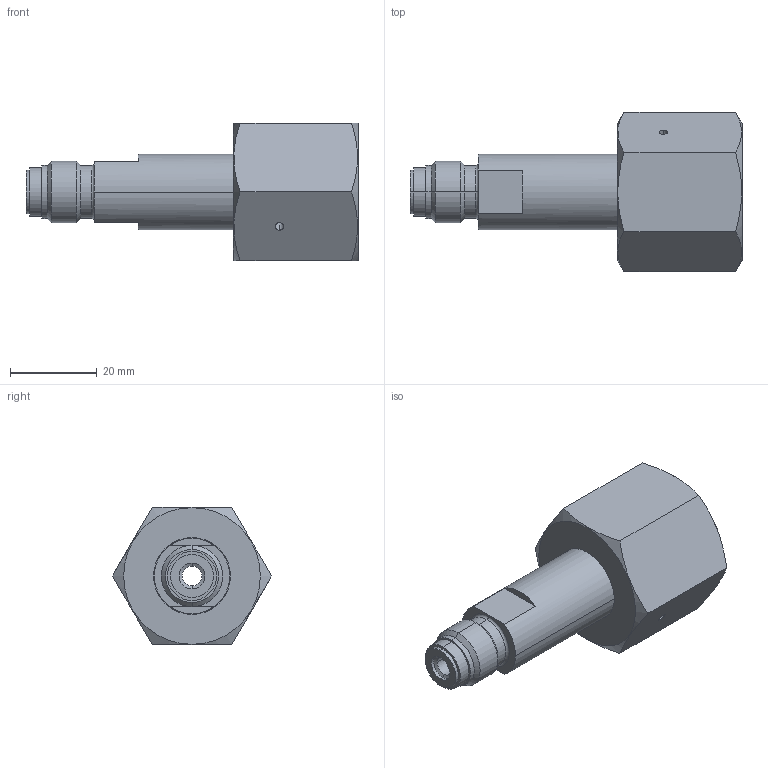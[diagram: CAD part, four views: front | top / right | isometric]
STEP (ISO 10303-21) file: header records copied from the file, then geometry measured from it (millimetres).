
FILE_DESCRIPTION (( 'STEP AP214' ), '1' );
FILE_NAME ('INL-634SS-4MFS-N.STEP', '2016-10-21T17:55:39', ( 'Accounteks' ), ( '' ), 'SwSTEP 2.0', 'SolidWorks 2012', '' );
FILE_SCHEMA (( 'AUTOMOTIVE_DESIGN' ));
Length unit declared in the file: inch
Products named in the file (6): PRT-002742; PRT-001176; ASY-000751; PRT-000134; INL-634SS-4MFS-N; PRT-000988
Assembly tree (5 placements, depth 3):
  INL-634SS-4MFS-N
    PRT-000988
    PRT-000134
    ASY-000751
      PRT-001176
      PRT-002742
Bounding box: 76.5 x 36.66 x 31.75 mm (x, y, z)
Volume: 28866.4 mm3; surface area: 13265.4 mm2
Topology: 4 solids, 4 shells, 158 faces, 348 edges, 214 vertices
Faces by surface type: cylinder 55, plane 39, cone 36, torus 26, bspline 2
Entity records: 5192 total; most frequent: CARTESIAN_POINT 1361, DIRECTION 832, ORIENTED_EDGE 696, AXIS2_PLACEMENT_3D 357, EDGE_CURVE 348, VERTEX_POINT 214, CIRCLE 192, EDGE_LOOP 184
